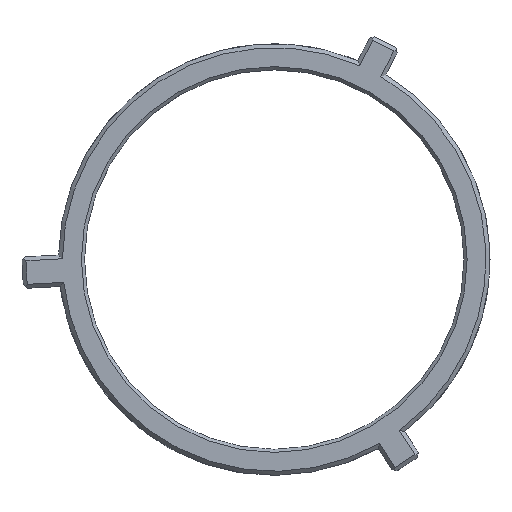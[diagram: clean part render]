
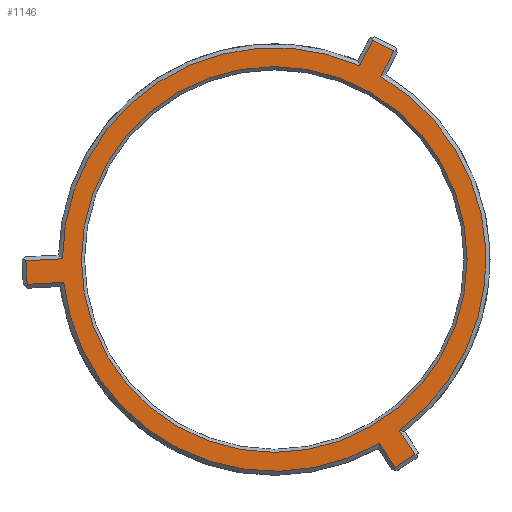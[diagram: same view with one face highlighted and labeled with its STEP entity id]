
A CAD part, top view. The second image highlights one B-rep face of the part: STEP entity #1146.
In plain terms, the highlighted planar face has unit normal (0, 0, 1).
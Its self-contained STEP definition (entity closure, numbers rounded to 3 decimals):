
#1020=CARTESIAN_POINT('',(0.,0.,2.5));
#1021=DIRECTION('',(0.,0.,-1.));
#1022=DIRECTION('',(0.,-1.,0.));
#1023=AXIS2_PLACEMENT_3D('',#1020,#1021,#1022);
#1024=PLANE('',#1023);
#1025=CARTESIAN_POINT('',(75.5,-0.,2.5));
#1026=VERTEX_POINT('',#1025);
#1027=CARTESIAN_POINT('',(124.5,-0.,2.5));
#1028=VERTEX_POINT('',#1027);
#1029=CARTESIAN_POINT('',(100.,-0.,2.5));
#1030=DIRECTION('',(0.,0.,-1.));
#1031=DIRECTION('',(-1.,0.,0.));
#1032=AXIS2_PLACEMENT_3D('',#1029,#1030,#1031);
#1033=CIRCLE('',#1032,24.5);
#1034=EDGE_CURVE('',#1026,#1028,#1033,.T.);
#1035=ORIENTED_EDGE('',*,*,#1034,.T.);
#1036=CARTESIAN_POINT('',(100.,-0.,2.5));
#1037=DIRECTION('',(0.,0.,-1.));
#1038=DIRECTION('',(-1.,0.,0.));
#1039=AXIS2_PLACEMENT_3D('',#1036,#1037,#1038);
#1040=CIRCLE('',#1039,24.5);
#1041=EDGE_CURVE('',#1028,#1026,#1040,.T.);
#1042=ORIENTED_EDGE('',*,*,#1041,.T.);
#1043=EDGE_LOOP('',(#1035,#1042));
#1044=FACE_BOUND('',#1043,.T.);
#1045=CARTESIAN_POINT('',(115.183,26.495,2.5));
#1046=VERTEX_POINT('',#1045);
#1047=CARTESIAN_POINT('',(112.51,27.857,2.5));
#1048=VERTEX_POINT('',#1047);
#1049=CARTESIAN_POINT('',(115.183,26.495,2.5));
#1050=DIRECTION('',(-0.891,0.454,0.));
#1051=VECTOR('',#1050,3.);
#1052=LINE('',#1049,#1051);
#1053=EDGE_CURVE('',#1046,#1048,#1052,.T.);
#1054=ORIENTED_EDGE('',*,*,#1053,.T.);
#1055=CARTESIAN_POINT('',(110.857,24.612,2.5));
#1056=VERTEX_POINT('',#1055);
#1057=CARTESIAN_POINT('',(112.51,27.857,2.5));
#1058=DIRECTION('',(-0.454,-0.891,0.));
#1059=VECTOR('',#1058,3.642);
#1060=LINE('',#1057,#1059);
#1061=EDGE_CURVE('',#1048,#1056,#1060,.T.);
#1062=ORIENTED_EDGE('',*,*,#1061,.T.);
#1063=CARTESIAN_POINT('',(73.1,0.092,2.5));
#1064=VERTEX_POINT('',#1063);
#1065=CARTESIAN_POINT('',(100.,0.,2.5));
#1066=DIRECTION('',(-0.,-0.,1.));
#1067=DIRECTION('',(-1.,0.,0.));
#1068=AXIS2_PLACEMENT_3D('',#1065,#1066,#1067);
#1069=CIRCLE('',#1068,26.9);
#1070=EDGE_CURVE('',#1056,#1064,#1069,.T.);
#1071=ORIENTED_EDGE('',*,*,#1070,.T.);
#1072=CARTESIAN_POINT('',(68.465,-0.151,2.5));
#1073=VERTEX_POINT('',#1072);
#1074=CARTESIAN_POINT('',(73.1,0.092,2.5));
#1075=DIRECTION('',(-0.999,-0.052,0.));
#1076=VECTOR('',#1075,4.642);
#1077=LINE('',#1074,#1076);
#1078=EDGE_CURVE('',#1064,#1073,#1077,.T.);
#1079=ORIENTED_EDGE('',*,*,#1078,.T.);
#1080=CARTESIAN_POINT('',(68.622,-3.147,2.5));
#1081=VERTEX_POINT('',#1080);
#1082=CARTESIAN_POINT('',(68.465,-0.151,2.5));
#1083=DIRECTION('',(0.052,-0.999,0.));
#1084=VECTOR('',#1083,3.);
#1085=LINE('',#1082,#1084);
#1086=EDGE_CURVE('',#1073,#1081,#1085,.T.);
#1087=ORIENTED_EDGE('',*,*,#1086,.T.);
#1088=CARTESIAN_POINT('',(73.257,-2.904,2.5));
#1089=VERTEX_POINT('',#1088);
#1090=CARTESIAN_POINT('',(68.622,-3.147,2.5));
#1091=DIRECTION('',(0.999,0.052,0.));
#1092=VECTOR('',#1091,4.642);
#1093=LINE('',#1090,#1092);
#1094=EDGE_CURVE('',#1081,#1089,#1093,.T.);
#1095=ORIENTED_EDGE('',*,*,#1094,.T.);
#1096=CARTESIAN_POINT('',(113.37,-23.342,2.5));
#1097=VERTEX_POINT('',#1096);
#1098=CARTESIAN_POINT('',(100.,0.,2.5));
#1099=DIRECTION('',(-0.,-0.,1.));
#1100=DIRECTION('',(-1.,0.,0.));
#1101=AXIS2_PLACEMENT_3D('',#1098,#1099,#1100);
#1102=CIRCLE('',#1101,26.9);
#1103=EDGE_CURVE('',#1089,#1097,#1102,.T.);
#1104=ORIENTED_EDGE('',*,*,#1103,.T.);
#1105=CARTESIAN_POINT('',(115.353,-26.396,2.5));
#1106=VERTEX_POINT('',#1105);
#1107=CARTESIAN_POINT('',(113.37,-23.342,2.5));
#1108=DIRECTION('',(0.545,-0.839,0.));
#1109=VECTOR('',#1108,3.642);
#1110=LINE('',#1107,#1109);
#1111=EDGE_CURVE('',#1097,#1106,#1110,.T.);
#1112=ORIENTED_EDGE('',*,*,#1111,.T.);
#1113=CARTESIAN_POINT('',(117.869,-24.762,2.5));
#1114=VERTEX_POINT('',#1113);
#1115=CARTESIAN_POINT('',(115.353,-26.396,2.5));
#1116=DIRECTION('',(0.839,0.545,0.));
#1117=VECTOR('',#1116,3.);
#1118=LINE('',#1115,#1117);
#1119=EDGE_CURVE('',#1106,#1114,#1118,.T.);
#1120=ORIENTED_EDGE('',*,*,#1119,.T.);
#1121=CARTESIAN_POINT('',(115.886,-21.708,2.5));
#1122=VERTEX_POINT('',#1121);
#1123=CARTESIAN_POINT('',(117.869,-24.762,2.5));
#1124=DIRECTION('',(-0.545,0.839,0.));
#1125=VECTOR('',#1124,3.642);
#1126=LINE('',#1123,#1125);
#1127=EDGE_CURVE('',#1114,#1122,#1126,.T.);
#1128=ORIENTED_EDGE('',*,*,#1127,.T.);
#1129=CARTESIAN_POINT('',(113.53,23.25,2.5));
#1130=VERTEX_POINT('',#1129);
#1131=CARTESIAN_POINT('',(100.,0.,2.5));
#1132=DIRECTION('',(-0.,-0.,1.));
#1133=DIRECTION('',(-1.,0.,0.));
#1134=AXIS2_PLACEMENT_3D('',#1131,#1132,#1133);
#1135=CIRCLE('',#1134,26.9);
#1136=EDGE_CURVE('',#1122,#1130,#1135,.T.);
#1137=ORIENTED_EDGE('',*,*,#1136,.T.);
#1138=CARTESIAN_POINT('',(113.53,23.25,2.5));
#1139=DIRECTION('',(0.454,0.891,0.));
#1140=VECTOR('',#1139,3.642);
#1141=LINE('',#1138,#1140);
#1142=EDGE_CURVE('',#1130,#1046,#1141,.T.);
#1143=ORIENTED_EDGE('',*,*,#1142,.T.);
#1144=EDGE_LOOP('',(#1054,#1062,#1071,#1079,#1087,#1095,#1104,#1112,#1120,#1128,#1137,#1143));
#1145=FACE_BOUND('',#1144,.T.);
#1146=ADVANCED_FACE('',(#1044,#1145),#1024,.F.);
